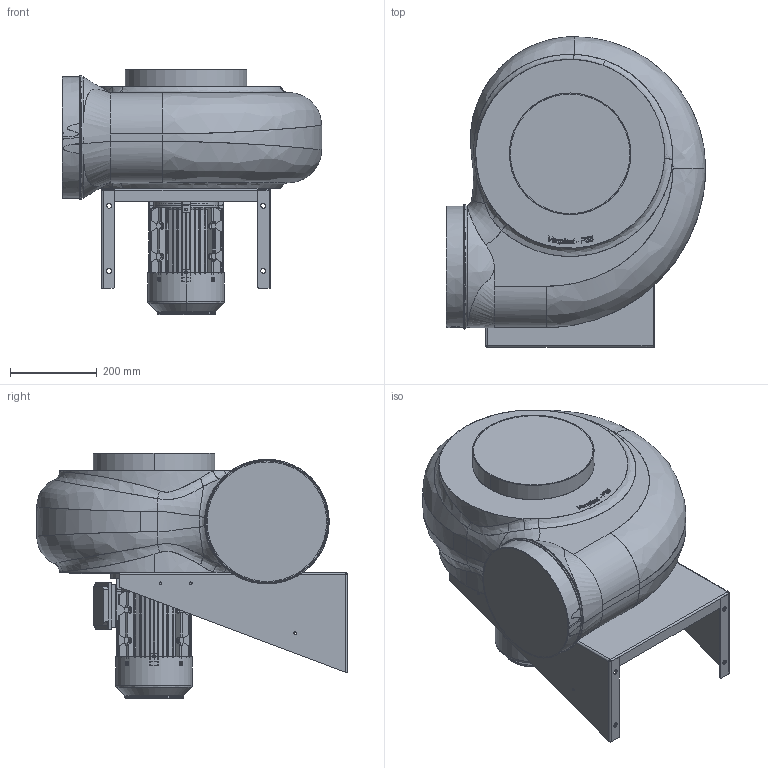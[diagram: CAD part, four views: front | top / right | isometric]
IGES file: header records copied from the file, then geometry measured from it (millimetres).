
Start section: SolidWorks IGES file using analytic representation for surfaces
Global section: file name: PR-AC 350 LG270.IGS; native system: SolidWorks 2022; preprocessor: SolidWorks 2022; author: girelli; date: 220722.153304; units: millimetre
Bounding box: 597 x 715 x 564.42 mm (x, y, z)
Surface area: 2487591.3 mm2 (no closed solid volume)
Topology: 0 solids, 0 shells, 3283 faces, 35566 edges, 35478 vertices
Faces by surface type: bspline 2132, revolution 1151
